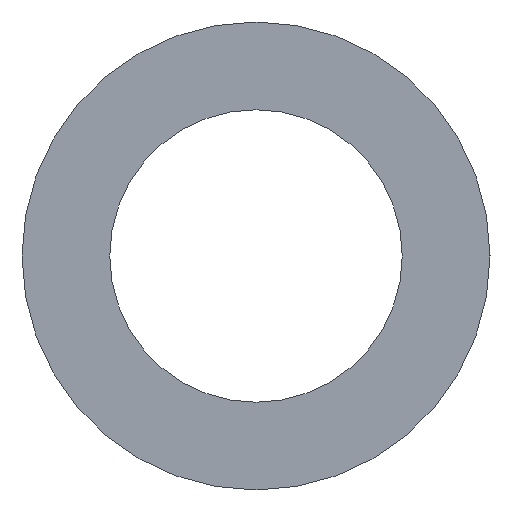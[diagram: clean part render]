
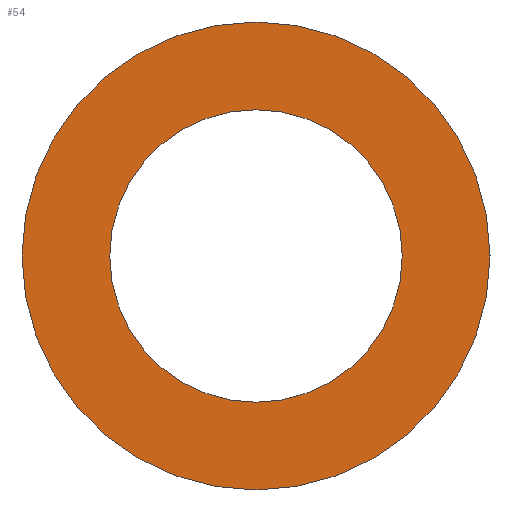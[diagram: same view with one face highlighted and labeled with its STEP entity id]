
A CAD part, left-side view. The second image highlights one B-rep face of the part: STEP entity #54.
In plain terms, the highlighted planar face has unit normal (-1, 0, 0).
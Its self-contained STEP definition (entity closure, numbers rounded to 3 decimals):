
#8 = EDGE_CURVE ( 'NONE', #248, #91, #171, .T. ) ;
#25 = EDGE_CURVE ( 'NONE', #281, #338, #168, .T. ) ;
#44 = AXIS2_PLACEMENT_3D ( 'NONE', #76, #137, #159 ) ;
#46 = FACE_OUTER_BOUND ( 'NONE', #231, .T. ) ;
#54 = ADVANCED_FACE ( 'NONE', ( #46, #59 ), #166, .F. ) ;
#59 = FACE_BOUND ( 'NONE', #63, .T. ) ;
#62 = CARTESIAN_POINT ( 'NONE',  ( 0., 0., 5. ) ) ;
#63 = EDGE_LOOP ( 'NONE', ( #88, #323 ) ) ;
#73 = DIRECTION ( 'NONE',  ( 1., 0., 0. ) ) ;
#76 = CARTESIAN_POINT ( 'NONE',  ( 0., 0., 0. ) ) ;
#85 = DIRECTION ( 'NONE',  ( 1., 0., 0. ) ) ;
#88 = ORIENTED_EDGE ( 'NONE', *, *, #25, .T. ) ;
#91 = VERTEX_POINT ( 'NONE', #104 ) ;
#104 = CARTESIAN_POINT ( 'NONE',  ( 0., 0., 8. ) ) ;
#128 = EDGE_CURVE ( 'NONE', #338, #281, #225, .T. ) ;
#133 = CARTESIAN_POINT ( 'NONE',  ( 0., 0., 0. ) ) ;
#137 = DIRECTION ( 'NONE',  ( 1., 0., 0. ) ) ;
#139 = EDGE_CURVE ( 'NONE', #91, #248, #339, .T. ) ;
#146 = AXIS2_PLACEMENT_3D ( 'NONE', #267, #73, #301 ) ;
#159 = DIRECTION ( 'NONE',  ( 0., 0., -1. ) ) ;
#165 = DIRECTION ( 'NONE',  ( 0., 0., -1. ) ) ;
#166 = PLANE ( 'NONE',  #44 ) ;
#168 = CIRCLE ( 'NONE', #303, 5. ) ;
#171 = CIRCLE ( 'NONE', #146, 8. ) ;
#182 = DIRECTION ( 'NONE',  ( 0., 0., -1. ) ) ;
#195 = DIRECTION ( 'NONE',  ( 1., 0., 0. ) ) ;
#203 = CARTESIAN_POINT ( 'NONE',  ( 0., 0., -8. ) ) ;
#222 = DIRECTION ( 'NONE',  ( 0., 0., -1. ) ) ;
#225 = CIRCLE ( 'NONE', #284, 5. ) ;
#230 = ORIENTED_EDGE ( 'NONE', *, *, #8, .F. ) ;
#231 = EDGE_LOOP ( 'NONE', ( #310, #230 ) ) ;
#248 = VERTEX_POINT ( 'NONE', #203 ) ;
#267 = CARTESIAN_POINT ( 'NONE',  ( 0., 0., 0. ) ) ;
#277 = DIRECTION ( 'NONE',  ( 1., 0., 0. ) ) ;
#279 = CARTESIAN_POINT ( 'NONE',  ( 0., 0., 0. ) ) ;
#281 = VERTEX_POINT ( 'NONE', #62 ) ;
#284 = AXIS2_PLACEMENT_3D ( 'NONE', #293, #195, #222 ) ;
#289 = CARTESIAN_POINT ( 'NONE',  ( 0., 0., -5. ) ) ;
#293 = CARTESIAN_POINT ( 'NONE',  ( 0., 0., 0. ) ) ;
#301 = DIRECTION ( 'NONE',  ( 0., 0., -1. ) ) ;
#303 = AXIS2_PLACEMENT_3D ( 'NONE', #133, #277, #165 ) ;
#304 = AXIS2_PLACEMENT_3D ( 'NONE', #279, #85, #182 ) ;
#310 = ORIENTED_EDGE ( 'NONE', *, *, #139, .F. ) ;
#323 = ORIENTED_EDGE ( 'NONE', *, *, #128, .T. ) ;
#338 = VERTEX_POINT ( 'NONE', #289 ) ;
#339 = CIRCLE ( 'NONE', #304, 8. ) ;
